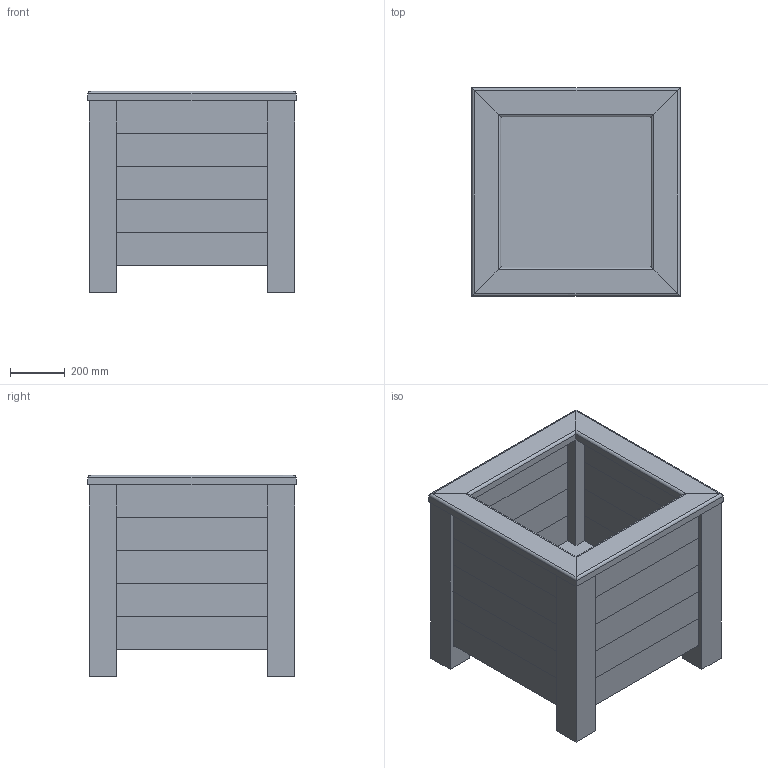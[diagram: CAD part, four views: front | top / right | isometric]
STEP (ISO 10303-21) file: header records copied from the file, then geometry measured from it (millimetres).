
FILE_DESCRIPTION(/* description */ (''),/* implementation_level */ '2;1');
FILE_NAME(/* name */ 'BB Milano 75x75x74 3D.stp',/* time_stamp */ '2021-11-23T10:07:04+01:00',/* author */ ('vital'),/* organization */ (''),/* preprocessor_version */ 'ST-DEVELOPER v18.1',/* originating_system */ 'Autodesk Inventor 2022',/* authorisation */ '');
FILE_SCHEMA (('AUTOMOTIVE_DESIGN { 1 0 10303 214 3 1 1 }'));
Length unit declared in the file: millimetre
Products named in the file (1): BB Milano 75x75x74 3D
Bounding box: 760 x 760 x 735 mm (x, y, z)
Volume: 104793129.9 mm3; surface area: 7559956.1 mm2
Topology: 34 solids, 34 shells, 264 faces, 588 edges, 392 vertices
Faces by surface type: plane 240, cylinder 24
Entity records: 7501 total; most frequent: CARTESIAN_POINT 1245, ORIENTED_EDGE 1176, DIRECTION 1166, EDGE_CURVE 588, LINE 540, VECTOR 540, VERTEX_POINT 392, AXIS2_PLACEMENT_3D 313
